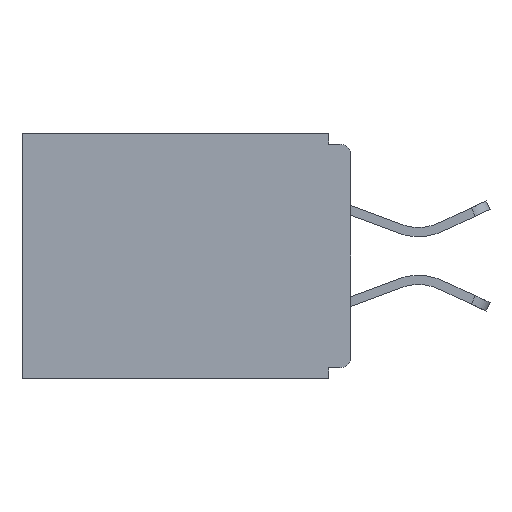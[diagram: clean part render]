
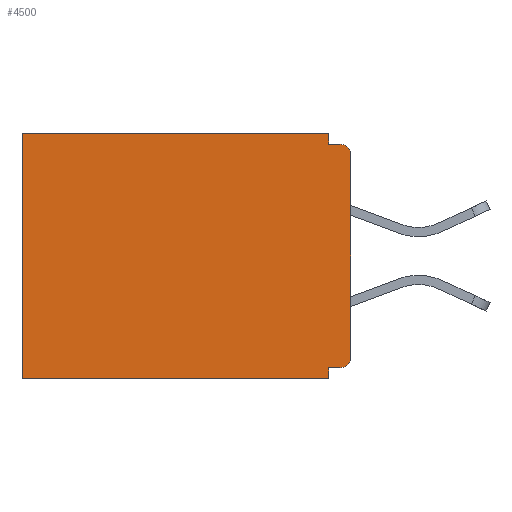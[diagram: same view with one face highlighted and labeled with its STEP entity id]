
A CAD part, left-side view. The second image highlights one B-rep face of the part: STEP entity #4500.
In plain terms, the highlighted planar face has unit normal (-1, 0, 0).
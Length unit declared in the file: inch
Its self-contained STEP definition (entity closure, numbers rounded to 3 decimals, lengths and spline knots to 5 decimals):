
#922 = DIRECTION ( 'NONE',  ( 0., 1., 0. ) ) ;
#1058 = CARTESIAN_POINT ( 'NONE',  ( 0.298, 0., -0.03 ) ) ;
#1147 = LINE ( 'NONE', #15357, #2122 ) ;
#1340 = DIRECTION ( 'NONE',  ( 1., 0., 0. ) ) ;
#2087 = ORIENTED_EDGE ( 'NONE', *, *, #19567, .F. ) ;
#2122 = VECTOR ( 'NONE', #13223, 39.37008 ) ;
#2517 = DIRECTION ( 'NONE',  ( -1., 0., 0. ) ) ;
#2574 = CARTESIAN_POINT ( 'NONE',  ( 0.298, 0., -0.328 ) ) ;
#2625 = VERTEX_POINT ( 'NONE', #5566 ) ;
#2976 = CARTESIAN_POINT ( 'NONE',  ( 0.298, 0.031, 0. ) ) ;
#3068 = DIRECTION ( 'NONE',  ( -1., 0., 0. ) ) ;
#3167 = VECTOR ( 'NONE', #16953, 39.37008 ) ;
#3582 = EDGE_CURVE ( 'NONE', #12113, #15224, #20901, .T. ) ;
#4024 = CARTESIAN_POINT ( 'NONE',  ( 0.298, 0.015, -0.328 ) ) ;
#4228 = CARTESIAN_POINT ( 'NONE',  ( 0.298, 0., -0.313 ) ) ;
#4500 = ADVANCED_FACE ( 'NONE', ( #17976 ), #7559, .F. ) ;
#4511 = VERTEX_POINT ( 'NONE', #15594 ) ;
#4560 = CARTESIAN_POINT ( 'NONE',  ( 0.298, 0.015, -0.313 ) ) ;
#5065 = CARTESIAN_POINT ( 'NONE',  ( 0.298, 0.46, 0. ) ) ;
#5112 = AXIS2_PLACEMENT_3D ( 'NONE', #5435, #1340, #9604 ) ;
#5435 = CARTESIAN_POINT ( 'NONE',  ( 0.298, 0., 0. ) ) ;
#5566 = CARTESIAN_POINT ( 'NONE',  ( 0.298, 0.031, -0.328 ) ) ;
#5851 = EDGE_CURVE ( 'NONE', #9985, #11082, #25652, .T. ) ;
#5867 = ORIENTED_EDGE ( 'NONE', *, *, #25918, .F. ) ;
#5957 = AXIS2_PLACEMENT_3D ( 'NONE', #10935, #3068, #17171 ) ;
#6056 = ORIENTED_EDGE ( 'NONE', *, *, #20269, .T. ) ;
#6183 = CARTESIAN_POINT ( 'NONE',  ( 0.298, 0., 0. ) ) ;
#6504 = DIRECTION ( 'NONE',  ( 0., 0., -1. ) ) ;
#6597 = ORIENTED_EDGE ( 'NONE', *, *, #5851, .F. ) ;
#7559 = PLANE ( 'NONE',  #5112 ) ;
#7911 = ORIENTED_EDGE ( 'NONE', *, *, #15083, .T. ) ;
#8227 = EDGE_CURVE ( 'NONE', #8579, #15224, #22308, .T. ) ;
#8231 = CARTESIAN_POINT ( 'NONE',  ( 0.298, 0., -0.015 ) ) ;
#8579 = VERTEX_POINT ( 'NONE', #4024 ) ;
#8750 = VERTEX_POINT ( 'NONE', #9159 ) ;
#8772 = EDGE_CURVE ( 'NONE', #8750, #22083, #16326, .T. ) ;
#8834 = ORIENTED_EDGE ( 'NONE', *, *, #21377, .T. ) ;
#9159 = CARTESIAN_POINT ( 'NONE',  ( 0.298, 0.031, -0.343 ) ) ;
#9604 = DIRECTION ( 'NONE',  ( 0., 0., -1. ) ) ;
#9688 = CARTESIAN_POINT ( 'NONE',  ( 0.298, 0.46, 0. ) ) ;
#9985 = VERTEX_POINT ( 'NONE', #2976 ) ;
#10268 = DIRECTION ( 'NONE',  ( 0., -1., 0. ) ) ;
#10289 = CARTESIAN_POINT ( 'NONE',  ( 0.298, 0.031, -0.343 ) ) ;
#10329 = VECTOR ( 'NONE', #922, 39.37008 ) ;
#10337 = DIRECTION ( 'NONE',  ( 0., 0., -1. ) ) ;
#10457 = LINE ( 'NONE', #2574, #3167 ) ;
#10617 = LINE ( 'NONE', #11829, #14404 ) ;
#10935 = CARTESIAN_POINT ( 'NONE',  ( 0.298, 0.015, -0.03 ) ) ;
#11082 = VERTEX_POINT ( 'NONE', #25447 ) ;
#11829 = CARTESIAN_POINT ( 'NONE',  ( 0.298, 0., 0. ) ) ;
#11944 = EDGE_LOOP ( 'NONE', ( #6056, #5867, #6597, #7911, #8834, #19911, #25991, #2087, #12124, #15329 ) ) ;
#12113 = VERTEX_POINT ( 'NONE', #1058 ) ;
#12124 = ORIENTED_EDGE ( 'NONE', *, *, #8227, .T. ) ;
#13223 = DIRECTION ( 'NONE',  ( 0., 0., -1. ) ) ;
#13398 = CARTESIAN_POINT ( 'NONE',  ( 0.298, 0., -0.343 ) ) ;
#13731 = DIRECTION ( 'NONE',  ( 0., 0., -1. ) ) ;
#14167 = DIRECTION ( 'NONE',  ( 0., 0., -1. ) ) ;
#14334 = LINE ( 'NONE', #8231, #25739 ) ;
#14404 = VECTOR ( 'NONE', #24166, 39.37008 ) ;
#15083 = EDGE_CURVE ( 'NONE', #9985, #23498, #10617, .T. ) ;
#15224 = VERTEX_POINT ( 'NONE', #4228 ) ;
#15329 = ORIENTED_EDGE ( 'NONE', *, *, #3582, .F. ) ;
#15336 = AXIS2_PLACEMENT_3D ( 'NONE', #4560, #2517, #6504 ) ;
#15357 = CARTESIAN_POINT ( 'NONE',  ( 0.298, 0.031, -0.343 ) ) ;
#15594 = CARTESIAN_POINT ( 'NONE',  ( 0.298, 0.015, -0.015 ) ) ;
#15790 = CIRCLE ( 'NONE', #5957, 0.015 ) ;
#16326 = LINE ( 'NONE', #13398, #10329 ) ;
#16953 = DIRECTION ( 'NONE',  ( 0., 1., 0. ) ) ;
#17171 = DIRECTION ( 'NONE',  ( 0., 0., -1. ) ) ;
#17976 = FACE_OUTER_BOUND ( 'NONE', #11944, .T. ) ;
#18948 = VECTOR ( 'NONE', #10337, 39.37008 ) ;
#19567 = EDGE_CURVE ( 'NONE', #8579, #2625, #10457, .T. ) ;
#19911 = ORIENTED_EDGE ( 'NONE', *, *, #8772, .F. ) ;
#20269 = EDGE_CURVE ( 'NONE', #12113, #4511, #15790, .T. ) ;
#20901 = LINE ( 'NONE', #6183, #18948 ) ;
#21377 = EDGE_CURVE ( 'NONE', #23498, #22083, #22056, .T. ) ;
#21871 = EDGE_CURVE ( 'NONE', #2625, #8750, #1147, .T. ) ;
#22056 = LINE ( 'NONE', #9688, #22651 ) ;
#22083 = VERTEX_POINT ( 'NONE', #22135 ) ;
#22135 = CARTESIAN_POINT ( 'NONE',  ( 0.298, 0.46, -0.343 ) ) ;
#22308 = CIRCLE ( 'NONE', #15336, 0.015 ) ;
#22651 = VECTOR ( 'NONE', #13731, 39.37008 ) ;
#23398 = VECTOR ( 'NONE', #14167, 39.37008 ) ;
#23498 = VERTEX_POINT ( 'NONE', #5065 ) ;
#24166 = DIRECTION ( 'NONE',  ( 0., 1., 0. ) ) ;
#25447 = CARTESIAN_POINT ( 'NONE',  ( 0.298, 0.031, -0.015 ) ) ;
#25652 = LINE ( 'NONE', #10289, #23398 ) ;
#25739 = VECTOR ( 'NONE', #10268, 39.37008 ) ;
#25918 = EDGE_CURVE ( 'NONE', #11082, #4511, #14334, .T. ) ;
#25991 = ORIENTED_EDGE ( 'NONE', *, *, #21871, .F. ) ;
